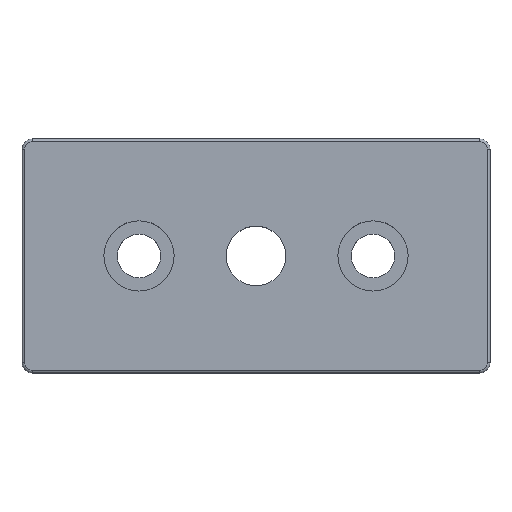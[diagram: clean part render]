
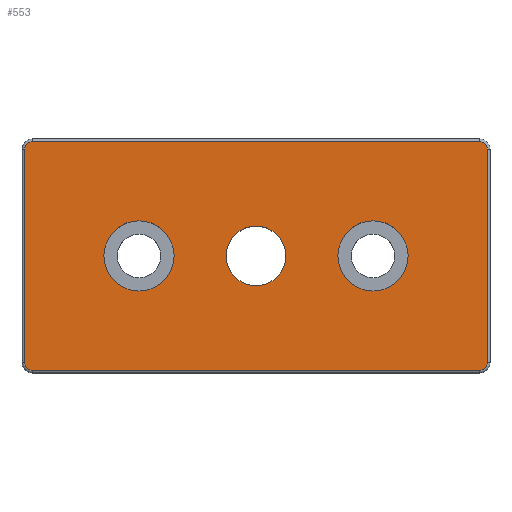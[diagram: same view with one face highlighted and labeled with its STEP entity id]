
A CAD part, top view. The second image highlights one B-rep face of the part: STEP entity #553.
In plain terms, the highlighted planar face has unit normal (0, 0, 1).
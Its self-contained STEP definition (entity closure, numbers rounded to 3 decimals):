
#15=FACE_BOUND('',#93,.T.);
#16=FACE_BOUND('',#94,.T.);
#17=FACE_BOUND('',#95,.T.);
#27=PLANE('',#628);
#55=FACE_OUTER_BOUND('',#92,.T.);
#92=EDGE_LOOP('',(#412,#413,#414,#415,#416,#417,#418,#419));
#93=EDGE_LOOP('',(#420));
#94=EDGE_LOOP('',(#421));
#95=EDGE_LOOP('',(#422));
#127=LINE('',#892,#158);
#130=LINE('',#907,#161);
#132=LINE('',#919,#163);
#134=LINE('',#931,#165);
#158=VECTOR('',#689,86.);
#161=VECTOR('',#706,41.);
#163=VECTOR('',#720,86.);
#165=VECTOR('',#734,41.);
#193=CIRCLE('',#604,1.5);
#197=CIRCLE('',#610,1.5);
#201=CIRCLE('',#616,1.5);
#204=CIRCLE('',#621,1.5);
#207=CIRCLE('',#629,5.723);
#208=CIRCLE('',#630,6.75);
#209=CIRCLE('',#631,6.75);
#238=VERTEX_POINT('',#889);
#239=VERTEX_POINT('',#891);
#241=VERTEX_POINT('',#897);
#243=VERTEX_POINT('',#903);
#245=VERTEX_POINT('',#909);
#247=VERTEX_POINT('',#915);
#249=VERTEX_POINT('',#921);
#251=VERTEX_POINT('',#927);
#258=VERTEX_POINT('',#954);
#259=VERTEX_POINT('',#956);
#260=VERTEX_POINT('',#958);
#286=EDGE_CURVE('',#238,#239,#127,.T.);
#291=EDGE_CURVE('',#239,#241,#193,.T.);
#294=EDGE_CURVE('',#241,#243,#130,.T.);
#297=EDGE_CURVE('',#243,#245,#197,.T.);
#300=EDGE_CURVE('',#245,#247,#132,.T.);
#303=EDGE_CURVE('',#247,#249,#201,.T.);
#306=EDGE_CURVE('',#249,#251,#134,.T.);
#308=EDGE_CURVE('',#251,#238,#204,.T.);
#318=EDGE_CURVE('',#258,#258,#207,.T.);
#319=EDGE_CURVE('',#259,#259,#208,.T.);
#320=EDGE_CURVE('',#260,#260,#209,.T.);
#412=ORIENTED_EDGE('',*,*,#286,.F.);
#413=ORIENTED_EDGE('',*,*,#308,.F.);
#414=ORIENTED_EDGE('',*,*,#306,.F.);
#415=ORIENTED_EDGE('',*,*,#303,.F.);
#416=ORIENTED_EDGE('',*,*,#300,.F.);
#417=ORIENTED_EDGE('',*,*,#297,.F.);
#418=ORIENTED_EDGE('',*,*,#294,.F.);
#419=ORIENTED_EDGE('',*,*,#291,.F.);
#420=ORIENTED_EDGE('',*,*,#318,.T.);
#421=ORIENTED_EDGE('',*,*,#319,.T.);
#422=ORIENTED_EDGE('',*,*,#320,.T.);
#553=ADVANCED_FACE('',(#55,#15,#16,#17),#27,.T.);
#604=AXIS2_PLACEMENT_3D('',#901,#699,#700);
#610=AXIS2_PLACEMENT_3D('',#913,#713,#714);
#616=AXIS2_PLACEMENT_3D('',#925,#727,#728);
#621=AXIS2_PLACEMENT_3D('',#934,#739,#740);
#628=AXIS2_PLACEMENT_3D('',#953,#760,#761);
#629=AXIS2_PLACEMENT_3D('',#955,#762,#763);
#630=AXIS2_PLACEMENT_3D('',#957,#764,#765);
#631=AXIS2_PLACEMENT_3D('',#959,#766,#767);
#689=DIRECTION('',(1.,0.,0.));
#699=DIRECTION('center_axis',(0.,0.,-1.));
#700=DIRECTION('ref_axis',(0.707,0.707,0.));
#706=DIRECTION('',(0.,-1.,0.));
#713=DIRECTION('center_axis',(0.,0.,-1.));
#714=DIRECTION('ref_axis',(0.707,-0.707,0.));
#720=DIRECTION('',(-1.,0.,0.));
#727=DIRECTION('center_axis',(0.,0.,-1.));
#728=DIRECTION('ref_axis',(-0.707,-0.707,0.));
#734=DIRECTION('',(0.,1.,0.));
#739=DIRECTION('center_axis',(0.,0.,-1.));
#740=DIRECTION('ref_axis',(-0.707,0.707,0.));
#760=DIRECTION('center_axis',(0.,0.,1.));
#761=DIRECTION('ref_axis',(1.,0.,0.));
#762=DIRECTION('center_axis',(0.,0.,-1.));
#763=DIRECTION('ref_axis',(1.,0.,0.));
#764=DIRECTION('center_axis',(0.,0.,-1.));
#765=DIRECTION('ref_axis',(1.,0.,0.));
#766=DIRECTION('center_axis',(0.,0.,-1.));
#767=DIRECTION('ref_axis',(1.,0.,0.));
#889=CARTESIAN_POINT('',(-43.,22.,12.));
#891=CARTESIAN_POINT('',(43.,22.,12.));
#892=CARTESIAN_POINT('',(-43.,22.,12.));
#897=CARTESIAN_POINT('',(44.5,20.5,12.));
#901=CARTESIAN_POINT('Origin',(43.,20.5,12.));
#903=CARTESIAN_POINT('',(44.5,-20.5,12.));
#907=CARTESIAN_POINT('',(44.5,20.5,12.));
#909=CARTESIAN_POINT('',(43.,-22.,12.));
#913=CARTESIAN_POINT('Origin',(43.,-20.5,12.));
#915=CARTESIAN_POINT('',(-43.,-22.,12.));
#919=CARTESIAN_POINT('',(43.,-22.,12.));
#921=CARTESIAN_POINT('',(-44.5,-20.5,12.));
#925=CARTESIAN_POINT('Origin',(-43.,-20.5,12.));
#927=CARTESIAN_POINT('',(-44.5,20.5,12.));
#931=CARTESIAN_POINT('',(-44.5,-20.5,12.));
#934=CARTESIAN_POINT('Origin',(-43.,20.5,12.));
#953=CARTESIAN_POINT('Origin',(0.,0.,12.));
#954=CARTESIAN_POINT('',(5.723,0.,12.));
#955=CARTESIAN_POINT('Origin',(0.,0.,12.));
#956=CARTESIAN_POINT('',(-15.75,0.,12.));
#957=CARTESIAN_POINT('Origin',(-22.5,0.,12.));
#958=CARTESIAN_POINT('',(29.25,0.,12.));
#959=CARTESIAN_POINT('Origin',(22.5,0.,12.));
